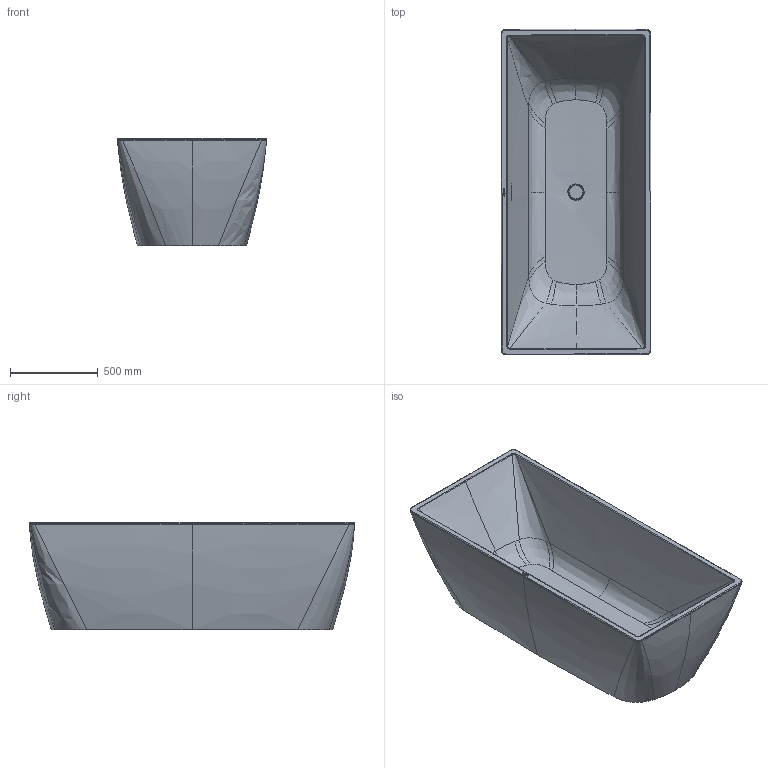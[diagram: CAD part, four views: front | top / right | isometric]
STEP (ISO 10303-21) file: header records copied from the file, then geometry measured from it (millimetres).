
FILE_DESCRIPTION((''),'2;1');
FILE_NAME('700430.stp','2017-06-26T16:30:24',('Administrator'),(''),'Autodesk Inventor 2011','Autodesk Inventor 2011','');
FILE_SCHEMA(('CONFIG_CONTROL_DESIGN'));
Length unit declared in the file: millimetre
Products named in the file (6): 700430; Kelch_Stopfen DuraSquare BW Bgr; DuraSolid_Stellfuss_H90mm; Gewindestange 3445; Stellfuss Hafner
Assembly tree (8 placements, depth 3):
  700430
    700430
    Kelch_Stopfen DuraSquare BW Bgr
    DuraSolid_Stellfuss_H90mm  x4
      Gewindestange 3445
      Stellfuss Hafner
Bounding box: 850.65 x 1849.77 x 610.15 mm (x, y, z)
Volume: 91596976.7 mm3; surface area: 11942945.3 mm2
Topology: 15 solids, 15 shells, 1038 faces, 4625 edges, 3654 vertices
Faces by surface type: bspline 500, plane 388, cylinder 90, cone 30, torus 24, sphere 6
Full cylindrical faces by diameter (mm): 0.662 x1, 10.5 x4, 12 x16, 20 x1, 27.5 x4, 32 x1, 38.514 x1, 46.011 x1, 49.116 x1, 50 x4, 51.749 x1, 52 x1, 81.711 x1
Entity records: 105468 total; most frequent: CARTESIAN_POINT 74444, ORIENTED_EDGE 8540, EDGE_CURVE 4270, DIRECTION 3547, VERTEX_POINT 3461, B_SPLINE_CURVE_WITH_KNOTS 2529, AXIS2_PLACEMENT_3D 1365, EDGE_LOOP 1045
